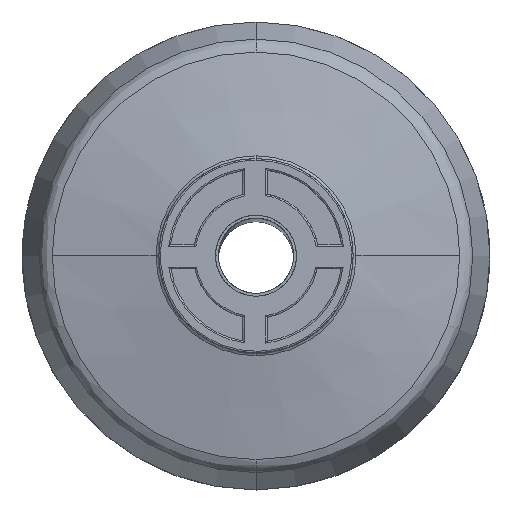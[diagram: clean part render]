
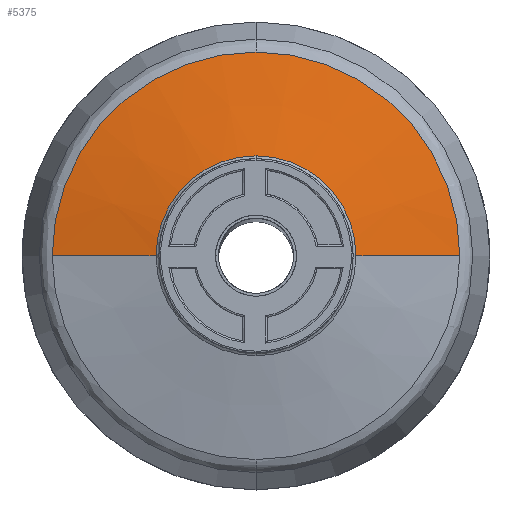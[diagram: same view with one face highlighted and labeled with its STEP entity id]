
A CAD part, top view. The second image highlights one B-rep face of the part: STEP entity #5375.
In plain terms, the highlighted conical face has half-angle 79.273 degrees and reference radius 30.31 mm.
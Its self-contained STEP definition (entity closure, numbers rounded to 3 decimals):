
#315 = CARTESIAN_POINT ( 'NONE',  ( 0., 14.866, 76.762 ) ) ;
#681 = CARTESIAN_POINT ( 'NONE',  ( -30.31, 0., 73.837 ) ) ;
#813 = EDGE_CURVE ( 'NONE', #4628, #2140, #8579, .T. ) ;
#931 = CARTESIAN_POINT ( 'NONE',  ( 0., 30.31, 73.837 ) ) ;
#960 = ORIENTED_EDGE ( 'NONE', *, *, #5600, .T. ) ;
#964 = VERTEX_POINT ( 'NONE', #4850 ) ;
#1076 = AXIS2_PLACEMENT_3D ( 'NONE', #9586, #5939, #5029 ) ;
#1151 = ORIENTED_EDGE ( 'NONE', *, *, #2123, .F. ) ;
#1270 = ORIENTED_EDGE ( 'NONE', *, *, #4200, .T. ) ;
#1515 = ORIENTED_EDGE ( 'NONE', *, *, #813, .F. ) ;
#1985 = DIRECTION ( 'NONE',  ( -0.983, 0., -0.186 ) ) ;
#2123 = EDGE_CURVE ( 'NONE', #964, #4628, #9907, .T. ) ;
#2140 = VERTEX_POINT ( 'NONE', #8362 ) ;
#2147 = DIRECTION ( 'NONE',  ( 0., 0., -1. ) ) ;
#2154 = DIRECTION ( 'NONE',  ( 0.983, 0., -0.186 ) ) ;
#2496 = DIRECTION ( 'NONE',  ( 0., 0., -1. ) ) ;
#3099 = CARTESIAN_POINT ( 'NONE',  ( 30.31, 0., 73.837 ) ) ;
#3356 = EDGE_LOOP ( 'NONE', ( #3501, #1270, #960, #1515, #1151, #6939 ) ) ;
#3501 = ORIENTED_EDGE ( 'NONE', *, *, #9444, .T. ) ;
#3566 = CIRCLE ( 'NONE', #7090, 14.866 ) ;
#3881 = CARTESIAN_POINT ( 'NONE',  ( 0., 0., 73.837 ) ) ;
#3904 = CARTESIAN_POINT ( 'NONE',  ( 0., 0., 76.762 ) ) ;
#4200 = EDGE_CURVE ( 'NONE', #6564, #6356, #3566, .T. ) ;
#4202 = VECTOR ( 'NONE', #1985, 1000. ) ;
#4544 = DIRECTION ( 'NONE',  ( 0., -1., 0. ) ) ;
#4628 = VERTEX_POINT ( 'NONE', #931 ) ;
#4634 = DIRECTION ( 'NONE',  ( 0., 1., 0. ) ) ;
#4711 = DIRECTION ( 'NONE',  ( 0., 1., 0. ) ) ;
#4850 = CARTESIAN_POINT ( 'NONE',  ( -30.31, 0., 73.837 ) ) ;
#5029 = DIRECTION ( 'NONE',  ( -1., 0., 0. ) ) ;
#5306 = DIRECTION ( 'NONE',  ( 0., -1., 0. ) ) ;
#5375 = ADVANCED_FACE ( 'NONE', ( #6533 ), #7335, .T. ) ;
#5382 = CARTESIAN_POINT ( 'NONE',  ( 0., 0., 76.762 ) ) ;
#5600 = EDGE_CURVE ( 'NONE', #6356, #2140, #7674, .T. ) ;
#5612 = CARTESIAN_POINT ( 'NONE',  ( 14.866, 0., 76.762 ) ) ;
#5939 = DIRECTION ( 'NONE',  ( 0., 0., -1. ) ) ;
#6356 = VERTEX_POINT ( 'NONE', #5612 ) ;
#6533 = FACE_OUTER_BOUND ( 'NONE', #3356, .T. ) ;
#6564 = VERTEX_POINT ( 'NONE', #315 ) ;
#6749 = CARTESIAN_POINT ( 'NONE',  ( -14.866, 0., 76.762 ) ) ;
#6753 = DIRECTION ( 'NONE',  ( 0., 0., -1. ) ) ;
#6821 = AXIS2_PLACEMENT_3D ( 'NONE', #3881, #6753, #4544 ) ;
#6882 = VERTEX_POINT ( 'NONE', #6749 ) ;
#6921 = EDGE_CURVE ( 'NONE', #6882, #964, #8907, .T. ) ;
#6939 = ORIENTED_EDGE ( 'NONE', *, *, #6921, .F. ) ;
#7090 = AXIS2_PLACEMENT_3D ( 'NONE', #3904, #2496, #4711 ) ;
#7335 = CONICAL_SURFACE ( 'NONE', #1076, 30.31, 1.384 ) ;
#7640 = AXIS2_PLACEMENT_3D ( 'NONE', #5382, #8441, #4634 ) ;
#7674 = LINE ( 'NONE', #3099, #8281 ) ;
#7805 = CIRCLE ( 'NONE', #7640, 14.866 ) ;
#8151 = AXIS2_PLACEMENT_3D ( 'NONE', #9112, #2147, #5306 ) ;
#8281 = VECTOR ( 'NONE', #2154, 1000. ) ;
#8362 = CARTESIAN_POINT ( 'NONE',  ( 30.31, 0., 73.837 ) ) ;
#8441 = DIRECTION ( 'NONE',  ( 0., 0., -1. ) ) ;
#8579 = CIRCLE ( 'NONE', #6821, 30.31 ) ;
#8907 = LINE ( 'NONE', #681, #4202 ) ;
#9112 = CARTESIAN_POINT ( 'NONE',  ( 0., 0., 73.837 ) ) ;
#9444 = EDGE_CURVE ( 'NONE', #6882, #6564, #7805, .T. ) ;
#9586 = CARTESIAN_POINT ( 'NONE',  ( 0., 0., 73.837 ) ) ;
#9907 = CIRCLE ( 'NONE', #8151, 30.31 ) ;
